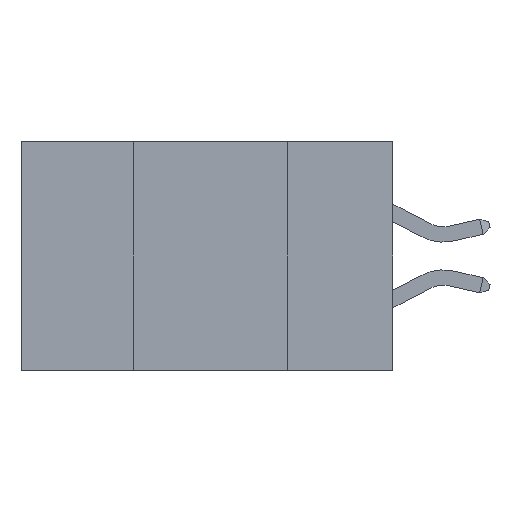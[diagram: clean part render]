
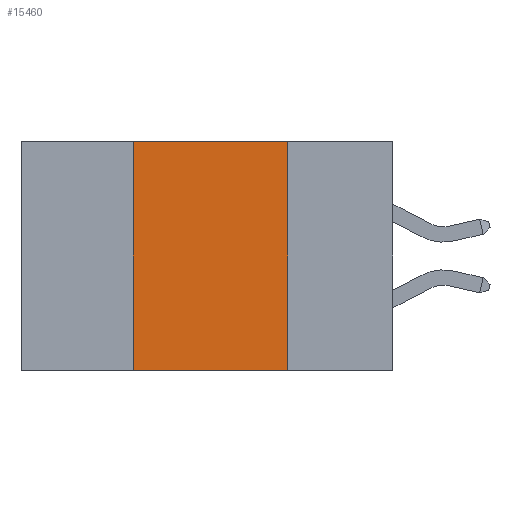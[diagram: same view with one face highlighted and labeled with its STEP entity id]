
A CAD part, left-side view. The second image highlights one B-rep face of the part: STEP entity #15460.
In plain terms, the highlighted planar face has unit normal (-1, 0, 0).
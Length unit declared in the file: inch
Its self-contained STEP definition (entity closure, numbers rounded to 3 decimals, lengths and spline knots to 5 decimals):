
#561 = VECTOR ( 'NONE', #20702, 39.37008 ) ;
#1585 = EDGE_CURVE ( 'NONE', #15738, #20751, #18131, .T. ) ;
#2563 = DIRECTION ( 'NONE',  ( 0., -1., 0. ) ) ;
#3220 = CARTESIAN_POINT ( 'NONE',  ( 0., 0.6, 0. ) ) ;
#4249 = VECTOR ( 'NONE', #2563, 39.37008 ) ;
#5121 = DIRECTION ( 'NONE',  ( 1., 0., 0. ) ) ;
#5621 = CARTESIAN_POINT ( 'NONE',  ( 0., 0.17, -0.37 ) ) ;
#6059 = CARTESIAN_POINT ( 'NONE',  ( 0., 0.17, 0. ) ) ;
#6126 = FACE_OUTER_BOUND ( 'NONE', #16222, .T. ) ;
#6680 = ORIENTED_EDGE ( 'NONE', *, *, #11556, .F. ) ;
#8084 = VECTOR ( 'NONE', #11995, 39.37008 ) ;
#8436 = CARTESIAN_POINT ( 'NONE',  ( 0., 0.42, 0. ) ) ;
#10004 = LINE ( 'NONE', #10076, #561 ) ;
#10076 = CARTESIAN_POINT ( 'NONE',  ( 0., 0.6, 0. ) ) ;
#11120 = EDGE_CURVE ( 'NONE', #11970, #18453, #10004, .T. ) ;
#11556 = EDGE_CURVE ( 'NONE', #18453, #20751, #18894, .T. ) ;
#11970 = VERTEX_POINT ( 'NONE', #14393 ) ;
#11995 = DIRECTION ( 'NONE',  ( 0., 0., 1. ) ) ;
#12053 = ORIENTED_EDGE ( 'NONE', *, *, #22242, .F. ) ;
#13306 = CARTESIAN_POINT ( 'NONE',  ( 0., 0.6, -0.37 ) ) ;
#14134 = VECTOR ( 'NONE', #16843, 39.37008 ) ;
#14148 = PLANE ( 'NONE',  #22666 ) ;
#14239 = ORIENTED_EDGE ( 'NONE', *, *, #1585, .T. ) ;
#14393 = CARTESIAN_POINT ( 'NONE',  ( 0., 0.42, 0. ) ) ;
#15460 = ADVANCED_FACE ( 'NONE', ( #6126 ), #14148, .F. ) ;
#15738 = VERTEX_POINT ( 'NONE', #18462 ) ;
#16222 = EDGE_LOOP ( 'NONE', ( #6680, #22535, #12053, #14239 ) ) ;
#16843 = DIRECTION ( 'NONE',  ( 0., 0., -1. ) ) ;
#17556 = LINE ( 'NONE', #8436, #8084 ) ;
#17755 = DIRECTION ( 'NONE',  ( 0., 0., -1. ) ) ;
#18131 = LINE ( 'NONE', #13306, #4249 ) ;
#18453 = VERTEX_POINT ( 'NONE', #22846 ) ;
#18462 = CARTESIAN_POINT ( 'NONE',  ( 0., 0.42, -0.37 ) ) ;
#18894 = LINE ( 'NONE', #6059, #14134 ) ;
#20702 = DIRECTION ( 'NONE',  ( 0., -1., 0. ) ) ;
#20751 = VERTEX_POINT ( 'NONE', #5621 ) ;
#22242 = EDGE_CURVE ( 'NONE', #15738, #11970, #17556, .T. ) ;
#22535 = ORIENTED_EDGE ( 'NONE', *, *, #11120, .F. ) ;
#22666 = AXIS2_PLACEMENT_3D ( 'NONE', #3220, #5121, #17755 ) ;
#22846 = CARTESIAN_POINT ( 'NONE',  ( 0., 0.17, 0. ) ) ;
